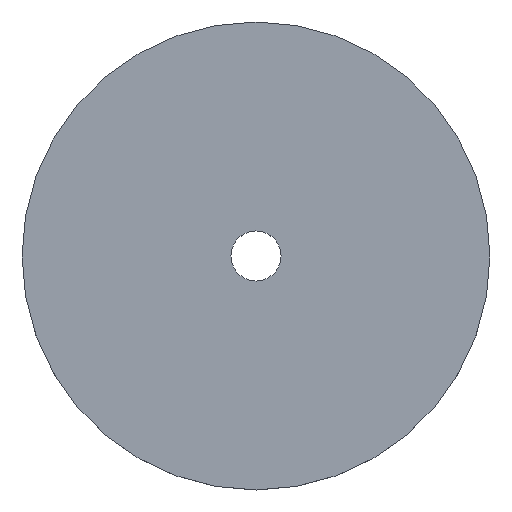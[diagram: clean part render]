
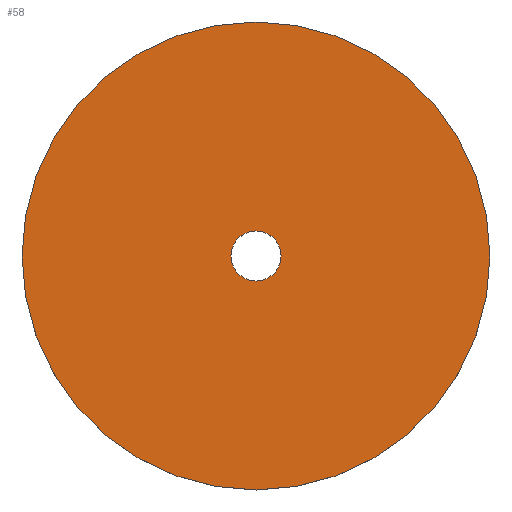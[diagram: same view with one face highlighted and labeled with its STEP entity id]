
A CAD part, top view. The second image highlights one B-rep face of the part: STEP entity #58.
In plain terms, the highlighted planar face has unit normal (0, 0, 1).
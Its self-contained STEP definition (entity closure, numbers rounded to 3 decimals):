
#16=PLANE('',#68);
#20=FACE_BOUND('',#32,.T.);
#24=FACE_OUTER_BOUND('',#31,.T.);
#31=EDGE_LOOP('',(#51));
#32=EDGE_LOOP('',(#52));
#33=CIRCLE('',#62,4.59);
#35=CIRCLE('',#65,42.875);
#37=VERTEX_POINT('',#89);
#39=VERTEX_POINT('',#94);
#41=EDGE_CURVE('',#37,#37,#33,.T.);
#43=EDGE_CURVE('',#39,#39,#35,.T.);
#51=ORIENTED_EDGE('',*,*,#43,.T.);
#52=ORIENTED_EDGE('',*,*,#41,.T.);
#58=ADVANCED_FACE('',(#24,#20),#16,.T.);
#62=AXIS2_PLACEMENT_3D('',#90,#73,#74);
#65=AXIS2_PLACEMENT_3D('',#95,#79,#80);
#68=AXIS2_PLACEMENT_3D('',#99,#85,#86);
#73=DIRECTION('center_axis',(0.,0.,-1.));
#74=DIRECTION('ref_axis',(-1.,0.,0.));
#79=DIRECTION('center_axis',(0.,0.,1.));
#80=DIRECTION('ref_axis',(-1.,0.,0.));
#85=DIRECTION('center_axis',(0.,0.,1.));
#86=DIRECTION('ref_axis',(1.,0.,0.));
#89=CARTESIAN_POINT('',(4.59,0.,6.));
#90=CARTESIAN_POINT('Origin',(0.,0.,6.));
#94=CARTESIAN_POINT('',(42.875,0.,6.));
#95=CARTESIAN_POINT('Origin',(0.,0.,6.));
#99=CARTESIAN_POINT('Origin',(0.,0.,
6.));
